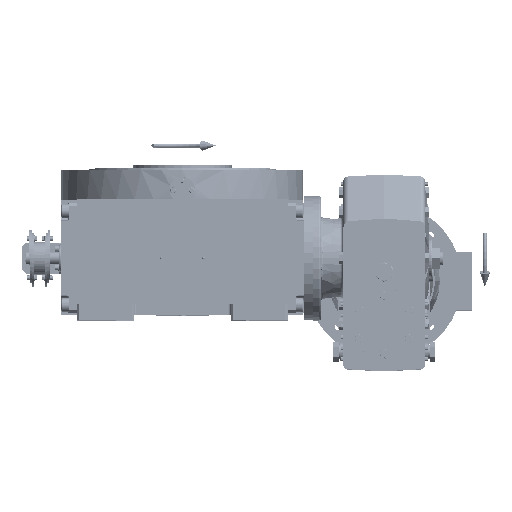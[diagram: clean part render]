
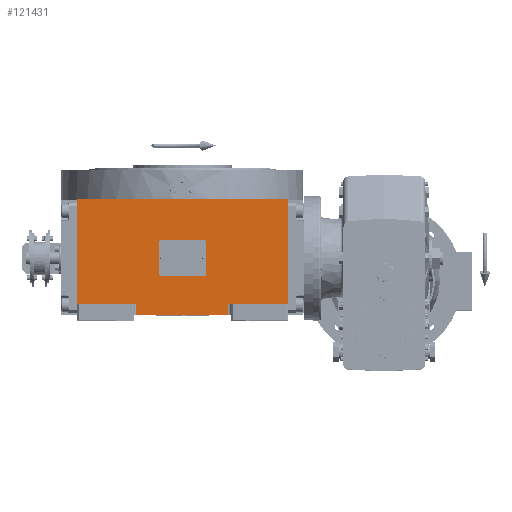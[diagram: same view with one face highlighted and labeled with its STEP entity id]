
A CAD part, top view. The second image highlights one B-rep face of the part: STEP entity #121431.
In plain terms, the highlighted planar face has unit normal (0, 0, 1).
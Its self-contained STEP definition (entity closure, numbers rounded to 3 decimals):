
#676 = VECTOR ( 'NONE', #49172, 1000. ) ;
#1632 = CARTESIAN_POINT ( 'NONE',  ( 59., -73., 226. ) ) ;
#7112 = EDGE_CURVE ( 'NONE', #161952, #145254, #41890, .T. ) ;
#10495 = EDGE_CURVE ( 'NONE', #71334, #75020, #15804, .T. ) ;
#11227 = VECTOR ( 'NONE', #113889, 1000. ) ;
#15804 = LINE ( 'NONE', #132394, #23103 ) ;
#15845 = ORIENTED_EDGE ( 'NONE', *, *, #159197, .T. ) ;
#17717 = CARTESIAN_POINT ( 'NONE',  ( -135., -59., 226. ) ) ;
#23103 = VECTOR ( 'NONE', #67811, 1000. ) ;
#25959 = ORIENTED_EDGE ( 'NONE', *, *, #119022, .T. ) ;
#32784 = CARTESIAN_POINT ( 'NONE',  ( 135., 75., 226. ) ) ;
#33528 = EDGE_CURVE ( 'NONE', #105633, #45786, #112939, .T. ) ;
#36108 = VECTOR ( 'NONE', #41256, 1000. ) ;
#39921 = VECTOR ( 'NONE', #104228, 1000. ) ;
#41256 = DIRECTION ( 'NONE',  ( 1., 0., 0. ) ) ;
#41890 = LINE ( 'NONE', #43538, #44225 ) ;
#43538 = CARTESIAN_POINT ( 'NONE',  ( 59., -59., 226. ) ) ;
#43607 = ORIENTED_EDGE ( 'NONE', *, *, #67808, .T. ) ;
#44131 = DIRECTION ( 'NONE',  ( 1., 0., 0. ) ) ;
#44225 = VECTOR ( 'NONE', #142546, 1000. ) ;
#45786 = VERTEX_POINT ( 'NONE', #58713 ) ;
#48482 = VECTOR ( 'NONE', #90175, 1000. ) ;
#49172 = DIRECTION ( 'NONE',  ( 0., 1., 0. ) ) ;
#57835 = VECTOR ( 'NONE', #145260, 1000. ) ;
#58362 = DIRECTION ( 'NONE',  ( 0., 0., 1. ) ) ;
#58713 = CARTESIAN_POINT ( 'NONE',  ( -59., -59., 226. ) ) ;
#60533 = ORIENTED_EDGE ( 'NONE', *, *, #68114, .T. ) ;
#61551 = VERTEX_POINT ( 'NONE', #120619 ) ;
#62710 = CARTESIAN_POINT ( 'NONE',  ( 59., -59., 226. ) ) ;
#63256 = EDGE_LOOP ( 'NONE', ( #60533, #75251, #43607, #25959, #124982, #74145, #15845, #72425 ) ) ;
#63545 = LINE ( 'NONE', #62710, #11227 ) ;
#67808 = EDGE_CURVE ( 'NONE', #161952, #61551, #63545, .T. ) ;
#67811 = DIRECTION ( 'NONE',  ( 1., 0., 0. ) ) ;
#68114 = EDGE_CURVE ( 'NONE', #105633, #145254, #164054, .T. ) ;
#70546 = LINE ( 'NONE', #17717, #57835 ) ;
#71334 = VERTEX_POINT ( 'NONE', #83078 ) ;
#72425 = ORIENTED_EDGE ( 'NONE', *, *, #33528, .F. ) ;
#72852 = CARTESIAN_POINT ( 'NONE',  ( -59., -73., 226. ) ) ;
#74145 = ORIENTED_EDGE ( 'NONE', *, *, #135816, .F. ) ;
#75020 = VERTEX_POINT ( 'NONE', #32784 ) ;
#75251 = ORIENTED_EDGE ( 'NONE', *, *, #7112, .F. ) ;
#77619 = AXIS2_PLACEMENT_3D ( 'NONE', #147278, #58362, #44131 ) ;
#78435 = CARTESIAN_POINT ( 'NONE',  ( -59., -73., 226. ) ) ;
#83078 = CARTESIAN_POINT ( 'NONE',  ( -135., 75., 226. ) ) ;
#88368 = VERTEX_POINT ( 'NONE', #110041 ) ;
#90175 = DIRECTION ( 'NONE',  ( 1., 0., 0. ) ) ;
#90811 = CARTESIAN_POINT ( 'NONE',  ( 135., -59., 226. ) ) ;
#104228 = DIRECTION ( 'NONE',  ( 0., 1., 0. ) ) ;
#105633 = VERTEX_POINT ( 'NONE', #72852 ) ;
#110041 = CARTESIAN_POINT ( 'NONE',  ( -135., -59., 226. ) ) ;
#112939 = LINE ( 'NONE', #164113, #676 ) ;
#113889 = DIRECTION ( 'NONE',  ( 1., 0., 0. ) ) ;
#115923 = CARTESIAN_POINT ( 'NONE',  ( -135., -59., 226. ) ) ;
#119022 = EDGE_CURVE ( 'NONE', #61551, #75020, #152923, .T. ) ;
#120619 = CARTESIAN_POINT ( 'NONE',  ( 135., -59., 226. ) ) ;
#121431 = ADVANCED_FACE ( 'NONE', ( #132241 ), #133865, .T. ) ;
#124982 = ORIENTED_EDGE ( 'NONE', *, *, #10495, .F. ) ;
#132241 = FACE_OUTER_BOUND ( 'NONE', #63256, .T. ) ;
#132394 = CARTESIAN_POINT ( 'NONE',  ( -135., 75., 226. ) ) ;
#133865 = PLANE ( 'NONE',  #77619 ) ;
#135816 = EDGE_CURVE ( 'NONE', #88368, #71334, #70546, .T. ) ;
#142546 = DIRECTION ( 'NONE',  ( 0., -1., 0. ) ) ;
#145254 = VERTEX_POINT ( 'NONE', #1632 ) ;
#145260 = DIRECTION ( 'NONE',  ( 0., 1., 0. ) ) ;
#147278 = CARTESIAN_POINT ( 'NONE',  ( -135., -73., 226. ) ) ;
#152923 = LINE ( 'NONE', #90811, #39921 ) ;
#153208 = CARTESIAN_POINT ( 'NONE',  ( 59., -59., 226. ) ) ;
#156198 = LINE ( 'NONE', #115923, #36108 ) ;
#159197 = EDGE_CURVE ( 'NONE', #88368, #45786, #156198, .T. ) ;
#161952 = VERTEX_POINT ( 'NONE', #153208 ) ;
#164054 = LINE ( 'NONE', #78435, #48482 ) ;
#164113 = CARTESIAN_POINT ( 'NONE',  ( -59., -73., 226. ) ) ;
